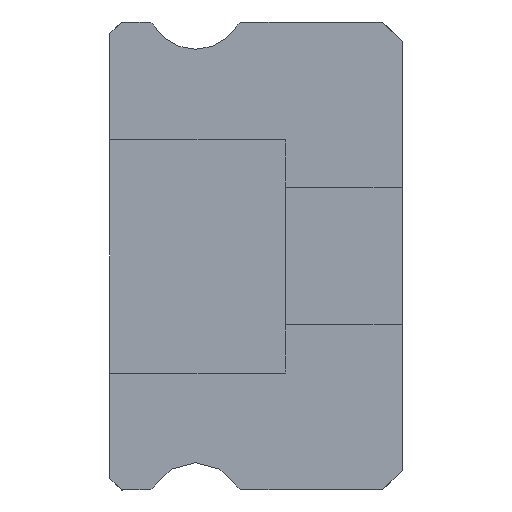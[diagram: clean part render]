
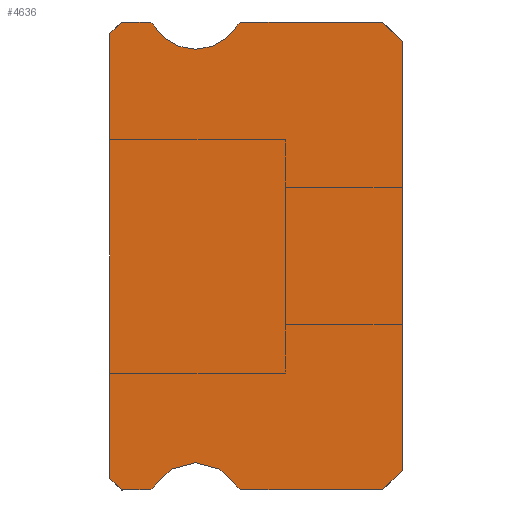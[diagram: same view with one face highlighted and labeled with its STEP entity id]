
A CAD part, left-side view. The second image highlights one B-rep face of the part: STEP entity #4636.
In plain terms, the highlighted planar face has unit normal (-1, 0, 0).
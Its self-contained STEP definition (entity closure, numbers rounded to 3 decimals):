
#47 = CARTESIAN_POINT ( 'NONE',  ( -5., 5.3, 6.55 ) ) ;
#132 = VECTOR ( 'NONE', #7403, 1000. ) ;
#150 = CARTESIAN_POINT ( 'NONE',  ( -5., 6.512, -6. ) ) ;
#175 = EDGE_CURVE ( 'NONE', #8286, #2708, #2047, .T. ) ;
#230 = VERTEX_POINT ( 'NONE', #11039 ) ;
#236 = CARTESIAN_POINT ( 'NONE',  ( -5., 0.5, -6. ) ) ;
#451 = CARTESIAN_POINT ( 'NONE',  ( -5., 0., 5.5 ) ) ;
#603 = ORIENTED_EDGE ( 'NONE', *, *, #10883, .F. ) ;
#632 = CARTESIAN_POINT ( 'NONE',  ( -5., 4.088, -6. ) ) ;
#641 = VERTEX_POINT ( 'NONE', #632 ) ;
#827 = EDGE_CURVE ( 'NONE', #2293, #5675, #7633, .T. ) ;
#980 = AXIS2_PLACEMENT_3D ( 'NONE', #4510, #6207, #10145 ) ;
#1175 = EDGE_CURVE ( 'NONE', #230, #4807, #3489, .T. ) ;
#1200 = DIRECTION ( 'NONE',  ( 0., 0., 1. ) ) ;
#1287 = ORIENTED_EDGE ( 'NONE', *, *, #3449, .F. ) ;
#1323 = DIRECTION ( 'NONE',  ( -1., 0., 0. ) ) ;
#1335 = ORIENTED_EDGE ( 'NONE', *, *, #10402, .T. ) ;
#1461 = ORIENTED_EDGE ( 'NONE', *, *, #3229, .F. ) ;
#1492 = CIRCLE ( 'NONE', #3818, 0.15 ) ;
#1526 = LINE ( 'NONE', #9795, #10847 ) ;
#1546 = DIRECTION ( 'NONE',  ( 0., 1., 0. ) ) ;
#1562 = CARTESIAN_POINT ( 'NONE',  ( -5., 4.088, -5.85 ) ) ;
#1615 = CIRCLE ( 'NONE', #3748, 0.15 ) ;
#1662 = EDGE_CURVE ( 'NONE', #2293, #6616, #11337, .T. ) ;
#1838 = PLANE ( 'NONE',  #980 ) ;
#1903 = VERTEX_POINT ( 'NONE', #9229 ) ;
#1904 = LINE ( 'NONE', #6340, #10512 ) ;
#2047 = CIRCLE ( 'NONE', #9427, 0.15 ) ;
#2211 = CARTESIAN_POINT ( 'NONE',  ( -5., 7.2, -6. ) ) ;
#2293 = VERTEX_POINT ( 'NONE', #5849 ) ;
#2299 = EDGE_CURVE ( 'NONE', #7001, #7358, #4995, .T. ) ;
#2301 = CARTESIAN_POINT ( 'NONE',  ( -5., 7.2, 6. ) ) ;
#2485 = EDGE_LOOP ( 'NONE', ( #11957, #9507, #6730, #1335, #3512, #6522, #8174, #11685, #3743, #9512, #10900, #5986, #6334, #1287, #1461, #603, #3131 ) ) ;
#2551 = EDGE_CURVE ( 'NONE', #9489, #8413, #1615, .T. ) ;
#2557 = DIRECTION ( 'NONE',  ( 0., -0.707, -0.707 ) ) ;
#2582 = CIRCLE ( 'NONE', #2973, 1.25 ) ;
#2708 = VERTEX_POINT ( 'NONE', #6903 ) ;
#2973 = AXIS2_PLACEMENT_3D ( 'NONE', #47, #10158, #10940 ) ;
#3024 = DIRECTION ( 'NONE',  ( 0., 0.707, -0.707 ) ) ;
#3131 = ORIENTED_EDGE ( 'NONE', *, *, #5385, .T. ) ;
#3229 = EDGE_CURVE ( 'NONE', #11282, #6124, #11310, .T. ) ;
#3439 = DIRECTION ( 'NONE',  ( 0., -0.707, -0.707 ) ) ;
#3449 = EDGE_CURVE ( 'NONE', #6124, #9489, #2582, .T. ) ;
#3474 = EDGE_CURVE ( 'NONE', #5675, #641, #1904, .T. ) ;
#3489 = LINE ( 'NONE', #9984, #11307 ) ;
#3512 = ORIENTED_EDGE ( 'NONE', *, *, #175, .F. ) ;
#3574 = VECTOR ( 'NONE', #2557, 1000. ) ;
#3635 = CARTESIAN_POINT ( 'NONE',  ( -5., 4.217, 5.925 ) ) ;
#3650 = LINE ( 'NONE', #150, #132 ) ;
#3743 = ORIENTED_EDGE ( 'NONE', *, *, #827, .F. ) ;
#3748 = AXIS2_PLACEMENT_3D ( 'NONE', #8921, #8807, #9707 ) ;
#3818 = AXIS2_PLACEMENT_3D ( 'NONE', #4063, #8688, #6840 ) ;
#4063 = CARTESIAN_POINT ( 'NONE',  ( -5., 6.512, 5.85 ) ) ;
#4510 = CARTESIAN_POINT ( 'NONE',  ( -5., 6.512, 5.85 ) ) ;
#4532 = CARTESIAN_POINT ( 'NONE',  ( -5., 6.383, -5.925 ) ) ;
#4636 = ADVANCED_FACE ( 'NONE', ( #11848 ), #1838, .F. ) ;
#4807 = VERTEX_POINT ( 'NONE', #8457 ) ;
#4808 = DIRECTION ( 'NONE',  ( 0., 0., 1. ) ) ;
#4995 = LINE ( 'NONE', #8378, #3574 ) ;
#5054 = CIRCLE ( 'NONE', #10459, 0.15 ) ;
#5070 = CIRCLE ( 'NONE', #11839, 1.25 ) ;
#5078 = CARTESIAN_POINT ( 'NONE',  ( -5., 4.217, -5.925 ) ) ;
#5369 = DIRECTION ( 'NONE',  ( -1., 0., 0. ) ) ;
#5385 = EDGE_CURVE ( 'NONE', #11343, #230, #7823, .T. ) ;
#5573 = CARTESIAN_POINT ( 'NONE',  ( -5., 6.383, 5.925 ) ) ;
#5675 = VERTEX_POINT ( 'NONE', #236 ) ;
#5702 = EDGE_CURVE ( 'NONE', #7001, #4807, #7545, .T. ) ;
#5849 = CARTESIAN_POINT ( 'NONE',  ( -5., 0., -5.5 ) ) ;
#5986 = ORIENTED_EDGE ( 'NONE', *, *, #9023, .F. ) ;
#6004 = CARTESIAN_POINT ( 'NONE',  ( -5., 0.5, 6. ) ) ;
#6103 = CARTESIAN_POINT ( 'NONE',  ( -5., 5.3, -6.55 ) ) ;
#6124 = VERTEX_POINT ( 'NONE', #6555 ) ;
#6207 = DIRECTION ( 'NONE',  ( 1., 0., 0. ) ) ;
#6268 = VECTOR ( 'NONE', #3024, 1000. ) ;
#6334 = ORIENTED_EDGE ( 'NONE', *, *, #2551, .F. ) ;
#6340 = CARTESIAN_POINT ( 'NONE',  ( -5., 6.512, -6. ) ) ;
#6522 = ORIENTED_EDGE ( 'NONE', *, *, #8601, .F. ) ;
#6529 = CARTESIAN_POINT ( 'NONE',  ( -5., 6.512, 6. ) ) ;
#6555 = CARTESIAN_POINT ( 'NONE',  ( -5., 5.3, 5.3 ) ) ;
#6616 = VERTEX_POINT ( 'NONE', #8356 ) ;
#6649 = DIRECTION ( 'NONE',  ( 0., 0., -1. ) ) ;
#6730 = ORIENTED_EDGE ( 'NONE', *, *, #2299, .T. ) ;
#6840 = DIRECTION ( 'NONE',  ( 0., 0., -1. ) ) ;
#6903 = CARTESIAN_POINT ( 'NONE',  ( -5., 6.512, -6. ) ) ;
#6910 = VECTOR ( 'NONE', #3439, 1000. ) ;
#7001 = VERTEX_POINT ( 'NONE', #10030 ) ;
#7270 = DIRECTION ( 'NONE',  ( 0., -1., 0. ) ) ;
#7358 = VERTEX_POINT ( 'NONE', #2211 ) ;
#7403 = DIRECTION ( 'NONE',  ( 0., -1., 0. ) ) ;
#7545 = LINE ( 'NONE', #9500, #9330 ) ;
#7633 = LINE ( 'NONE', #11326, #6268 ) ;
#7649 = EDGE_CURVE ( 'NONE', #641, #8426, #5054, .T. ) ;
#7659 = VECTOR ( 'NONE', #4808, 1000. ) ;
#7823 = LINE ( 'NONE', #2301, #11254 ) ;
#8059 = LINE ( 'NONE', #6004, #6910 ) ;
#8090 = DIRECTION ( 'NONE',  ( 1., 0., 0. ) ) ;
#8149 = CARTESIAN_POINT ( 'NONE',  ( -5., 6.512, -5.85 ) ) ;
#8158 = DIRECTION ( 'NONE',  ( 0., 0., -1. ) ) ;
#8174 = ORIENTED_EDGE ( 'NONE', *, *, #7649, .F. ) ;
#8286 = VERTEX_POINT ( 'NONE', #4532 ) ;
#8356 = CARTESIAN_POINT ( 'NONE',  ( -5., 0., 5.5 ) ) ;
#8378 = CARTESIAN_POINT ( 'NONE',  ( -5., 7.2, -6. ) ) ;
#8413 = VERTEX_POINT ( 'NONE', #9685 ) ;
#8426 = VERTEX_POINT ( 'NONE', #5078 ) ;
#8457 = CARTESIAN_POINT ( 'NONE',  ( -5., 7.5, 5.7 ) ) ;
#8601 = EDGE_CURVE ( 'NONE', #8426, #8286, #5070, .T. ) ;
#8688 = DIRECTION ( 'NONE',  ( 1., 0., 0. ) ) ;
#8807 = DIRECTION ( 'NONE',  ( 1., 0., 0. ) ) ;
#8895 = DIRECTION ( 'NONE',  ( 0., 0., -1. ) ) ;
#8921 = CARTESIAN_POINT ( 'NONE',  ( -5., 4.088, 5.85 ) ) ;
#8985 = DIRECTION ( 'NONE',  ( 1., 0., 0. ) ) ;
#9023 = EDGE_CURVE ( 'NONE', #8413, #1903, #1526, .T. ) ;
#9202 = AXIS2_PLACEMENT_3D ( 'NONE', #9403, #1323, #6649 ) ;
#9229 = CARTESIAN_POINT ( 'NONE',  ( -5., 0.5, 6. ) ) ;
#9330 = VECTOR ( 'NONE', #1200, 1000. ) ;
#9403 = CARTESIAN_POINT ( 'NONE',  ( -5., 5.3, 6.55 ) ) ;
#9427 = AXIS2_PLACEMENT_3D ( 'NONE', #8149, #8090, #8895 ) ;
#9489 = VERTEX_POINT ( 'NONE', #3635 ) ;
#9500 = CARTESIAN_POINT ( 'NONE',  ( -5., 7.5, 5.85 ) ) ;
#9507 = ORIENTED_EDGE ( 'NONE', *, *, #5702, .F. ) ;
#9512 = ORIENTED_EDGE ( 'NONE', *, *, #1662, .T. ) ;
#9685 = CARTESIAN_POINT ( 'NONE',  ( -5., 4.088, 6. ) ) ;
#9707 = DIRECTION ( 'NONE',  ( 0., 0., -1. ) ) ;
#9795 = CARTESIAN_POINT ( 'NONE',  ( -5., 6.512, 6. ) ) ;
#9984 = CARTESIAN_POINT ( 'NONE',  ( -5., 7.5, 5.7 ) ) ;
#10030 = CARTESIAN_POINT ( 'NONE',  ( -5., 7.5, -5.7 ) ) ;
#10037 = DIRECTION ( 'NONE',  ( 0., 0.707, -0.707 ) ) ;
#10145 = DIRECTION ( 'NONE',  ( 0., 0., -1. ) ) ;
#10158 = DIRECTION ( 'NONE',  ( -1., 0., 0. ) ) ;
#10402 = EDGE_CURVE ( 'NONE', #7358, #2708, #3650, .T. ) ;
#10459 = AXIS2_PLACEMENT_3D ( 'NONE', #1562, #8985, #10833 ) ;
#10512 = VECTOR ( 'NONE', #11795, 1000. ) ;
#10833 = DIRECTION ( 'NONE',  ( 0., 0., -1. ) ) ;
#10847 = VECTOR ( 'NONE', #7270, 1000. ) ;
#10883 = EDGE_CURVE ( 'NONE', #11343, #11282, #1492, .T. ) ;
#10900 = ORIENTED_EDGE ( 'NONE', *, *, #11044, .F. ) ;
#10940 = DIRECTION ( 'NONE',  ( 0., 0., -1. ) ) ;
#11039 = CARTESIAN_POINT ( 'NONE',  ( -5., 7.2, 6. ) ) ;
#11044 = EDGE_CURVE ( 'NONE', #1903, #6616, #8059, .T. ) ;
#11254 = VECTOR ( 'NONE', #1546, 1000. ) ;
#11282 = VERTEX_POINT ( 'NONE', #5573 ) ;
#11307 = VECTOR ( 'NONE', #10037, 1000. ) ;
#11310 = CIRCLE ( 'NONE', #9202, 1.25 ) ;
#11326 = CARTESIAN_POINT ( 'NONE',  ( -5., 0., -5.5 ) ) ;
#11337 = LINE ( 'NONE', #451, #7659 ) ;
#11343 = VERTEX_POINT ( 'NONE', #6529 ) ;
#11685 = ORIENTED_EDGE ( 'NONE', *, *, #3474, .F. ) ;
#11795 = DIRECTION ( 'NONE',  ( 0., 1., 0. ) ) ;
#11839 = AXIS2_PLACEMENT_3D ( 'NONE', #6103, #5369, #8158 ) ;
#11848 = FACE_OUTER_BOUND ( 'NONE', #2485, .T. ) ;
#11957 = ORIENTED_EDGE ( 'NONE', *, *, #1175, .T. ) ;
